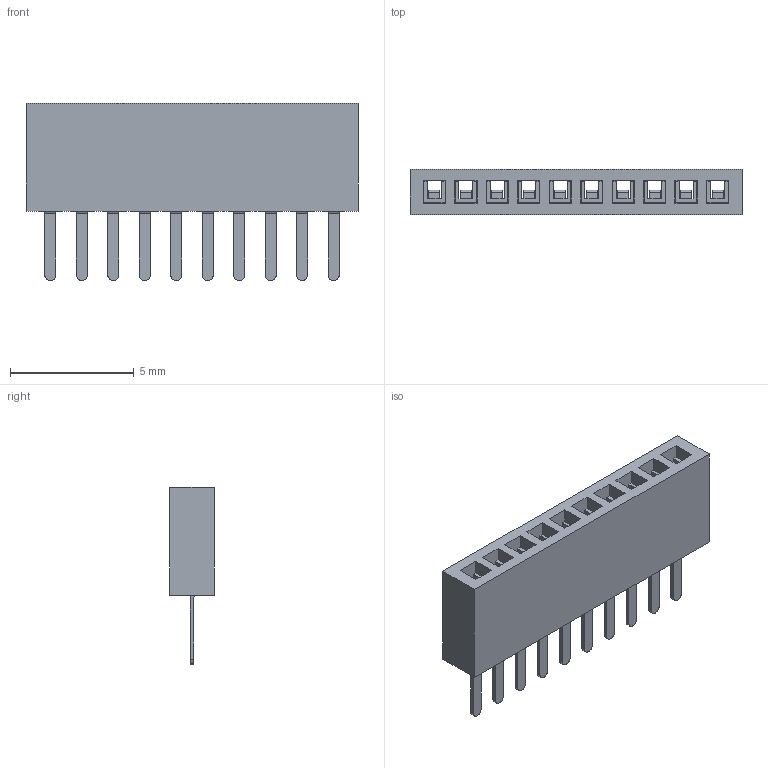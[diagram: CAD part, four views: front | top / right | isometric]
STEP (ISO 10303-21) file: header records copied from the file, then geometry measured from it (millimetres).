
FILE_DESCRIPTION (( 'STEP AP214' ), '1' );
FILE_NAME ('User Library-PIN-Header-1_27-female_1x10.STEP', '2020-06-22T12:36:50', ( '' ), ( '' ), 'SwSTEP 2.0', 'SolidWorks 2019', '' );
FILE_SCHEMA (( 'AUTOMOTIVE_DESIGN' ));
Length unit declared in the file: millimetre
Products named in the file (1): User Library-PIN-Header-1_27-female_1x10
Bounding box: 13.4 x 1.81 x 7.15 mm (x, y, z)
Volume: 85.4 mm3; surface area: 549.5 mm2
Topology: 11 solids, 11 shells, 246 faces, 672 edges, 448 vertices
Faces by surface type: plane 206, cylinder 40
Entity records: 10566 total; most frequent: CARTESIAN_POINT 1367, ORIENTED_EDGE 1344, DIRECTION 1246, EDGE_CURVE 672, LINE 592, VECTOR 592, VERTEX_POINT 448, AXIS2_PLACEMENT_3D 327
